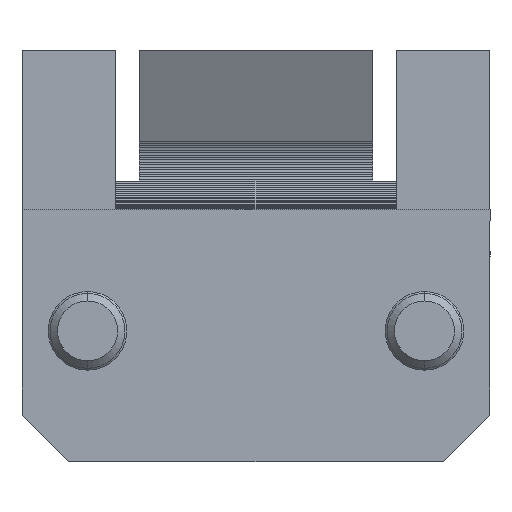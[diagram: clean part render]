
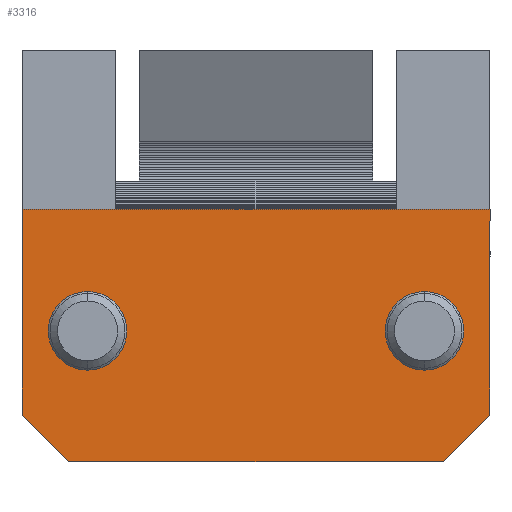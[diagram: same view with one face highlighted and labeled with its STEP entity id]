
A CAD part, front view. The second image highlights one B-rep face of the part: STEP entity #3316.
In plain terms, the highlighted planar face has unit normal (0, -1, 0).
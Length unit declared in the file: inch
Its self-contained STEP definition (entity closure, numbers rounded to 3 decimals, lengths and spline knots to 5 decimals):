
#72 = EDGE_CURVE ( 'NONE', #79, #2040, #6965, .T. ) ;
#79 = VERTEX_POINT ( 'NONE', #4775 ) ;
#141 = FACE_BOUND ( 'NONE', #2580, .T. ) ;
#143 = VECTOR ( 'NONE', #858, 39.37008 ) ;
#331 = AXIS2_PLACEMENT_3D ( 'NONE', #4802, #4809, #4818 ) ;
#370 = VECTOR ( 'NONE', #7384, 39.37008 ) ;
#372 = VERTEX_POINT ( 'NONE', #5545 ) ;
#514 = VECTOR ( 'NONE', #6400, 39.37008 ) ;
#636 = EDGE_CURVE ( 'NONE', #1354, #1411, #1413, .T. ) ;
#637 = ORIENTED_EDGE ( 'NONE', *, *, #636, .F. ) ;
#719 = CARTESIAN_POINT ( 'NONE',  ( -0.49213, 0., 0.09843 ) ) ;
#727 = DIRECTION ( 'NONE',  ( 0.707, 0., -0.707 ) ) ;
#858 = DIRECTION ( 'NONE',  ( 0., 0., 1. ) ) ;
#1021 = EDGE_CURVE ( 'NONE', #2040, #79, #5435, .T. ) ;
#1070 = CARTESIAN_POINT ( 'NONE',  ( 0.35433, 0., 0.35827 ) ) ;
#1081 = EDGE_CURVE ( 'NONE', #372, #5584, #1409, .T. ) ;
#1089 = ORIENTED_EDGE ( 'NONE', *, *, #72, .F. ) ;
#1099 = AXIS2_PLACEMENT_3D ( 'NONE', #2515, #1913, #2342 ) ;
#1101 = DIRECTION ( 'NONE',  ( 0., -1., 0. ) ) ;
#1133 = CARTESIAN_POINT ( 'NONE',  ( 0.35433, 0., 0.19291 ) ) ;
#1275 = ORIENTED_EDGE ( 'NONE', *, *, #1021, .F. ) ;
#1323 = EDGE_CURVE ( 'NONE', #4441, #2046, #2964, .T. ) ;
#1354 = VERTEX_POINT ( 'NONE', #1070 ) ;
#1409 = LINE ( 'NONE', #7258, #1601 ) ;
#1411 = VERTEX_POINT ( 'NONE', #1133 ) ;
#1413 = CIRCLE ( 'NONE', #1099, 0.08268 ) ;
#1601 = VECTOR ( 'NONE', #7316, 39.37008 ) ;
#1850 = ORIENTED_EDGE ( 'NONE', *, *, #3912, .T. ) ;
#1913 = DIRECTION ( 'NONE',  ( 0., -1., 0. ) ) ;
#2040 = VERTEX_POINT ( 'NONE', #3307 ) ;
#2044 = CARTESIAN_POINT ( 'NONE',  ( -0.49213, 0., 0. ) ) ;
#2046 = VERTEX_POINT ( 'NONE', #3258 ) ;
#2342 = DIRECTION ( 'NONE',  ( 0., 0., -1. ) ) ;
#2515 = CARTESIAN_POINT ( 'NONE',  ( 0.35433, 0., 0.27559 ) ) ;
#2525 = ORIENTED_EDGE ( 'NONE', *, *, #1081, .T. ) ;
#2558 = VECTOR ( 'NONE', #727, 39.37008 ) ;
#2580 = EDGE_LOOP ( 'NONE', ( #6769, #637 ) ) ;
#2752 = AXIS2_PLACEMENT_3D ( 'NONE', #7085, #7095, #7100 ) ;
#2925 = ORIENTED_EDGE ( 'NONE', *, *, #7385, .T. ) ;
#2964 = LINE ( 'NONE', #719, #2558 ) ;
#3258 = CARTESIAN_POINT ( 'NONE',  ( -0.3937, 0., 0. ) ) ;
#3267 = CARTESIAN_POINT ( 'NONE',  ( 0.49213, 0., 0. ) ) ;
#3277 = EDGE_CURVE ( 'NONE', #4275, #4374, #3789, .T. ) ;
#3307 = CARTESIAN_POINT ( 'NONE',  ( -0.35433, 0., 0.35827 ) ) ;
#3316 = ADVANCED_FACE ( 'NONE', ( #141, #4803, #6551 ), #5867, .F. ) ;
#3335 = CARTESIAN_POINT ( 'NONE',  ( 0.49213, 0., 0.5315 ) ) ;
#3348 = EDGE_LOOP ( 'NONE', ( #1089, #1275 ) ) ;
#3400 = LINE ( 'NONE', #3335, #143 ) ;
#3538 = ORIENTED_EDGE ( 'NONE', *, *, #3277, .T. ) ;
#3633 = ORIENTED_EDGE ( 'NONE', *, *, #5012, .T. ) ;
#3768 = EDGE_CURVE ( 'NONE', #1411, #1354, #4958, .T. ) ;
#3789 = LINE ( 'NONE', #6426, #514 ) ;
#3912 = EDGE_CURVE ( 'NONE', #2046, #372, #4768, .T. ) ;
#4267 = CARTESIAN_POINT ( 'NONE',  ( 0.49213, 0., 0.09843 ) ) ;
#4275 = VERTEX_POINT ( 'NONE', #7541 ) ;
#4374 = VERTEX_POINT ( 'NONE', #5295 ) ;
#4441 = VERTEX_POINT ( 'NONE', #7065 ) ;
#4556 = ORIENTED_EDGE ( 'NONE', *, *, #1323, .T. ) ;
#4768 = LINE ( 'NONE', #3267, #7668 ) ;
#4775 = CARTESIAN_POINT ( 'NONE',  ( -0.35433, 0., 0.19291 ) ) ;
#4789 = CARTESIAN_POINT ( 'NONE',  ( 0.35433, 0., 0.27559 ) ) ;
#4802 = CARTESIAN_POINT ( 'NONE',  ( -0.35433, 0., 0.27559 ) ) ;
#4803 = FACE_BOUND ( 'NONE', #3348, .T. ) ;
#4809 = DIRECTION ( 'NONE',  ( 0., -1., 0. ) ) ;
#4818 = DIRECTION ( 'NONE',  ( 0., 0., -1. ) ) ;
#4958 = CIRCLE ( 'NONE', #5731, 0.08268 ) ;
#5012 = EDGE_CURVE ( 'NONE', #4374, #4441, #5400, .T. ) ;
#5295 = CARTESIAN_POINT ( 'NONE',  ( -0.49213, 0., 0.5315 ) ) ;
#5388 = DIRECTION ( 'NONE',  ( 0., 0., -1. ) ) ;
#5400 = LINE ( 'NONE', #2044, #370 ) ;
#5435 = CIRCLE ( 'NONE', #2752, 0.08268 ) ;
#5545 = CARTESIAN_POINT ( 'NONE',  ( 0.3937, 0., 0. ) ) ;
#5584 = VERTEX_POINT ( 'NONE', #4267 ) ;
#5731 = AXIS2_PLACEMENT_3D ( 'NONE', #4789, #1101, #5388 ) ;
#5843 = DIRECTION ( 'NONE',  ( 0., 0., 1. ) ) ;
#5867 = PLANE ( 'NONE',  #7409 ) ;
#5904 = CARTESIAN_POINT ( 'NONE',  ( 0., 0., 0. ) ) ;
#5961 = DIRECTION ( 'NONE',  ( 0., 1., 0. ) ) ;
#6400 = DIRECTION ( 'NONE',  ( -1., 0., 0. ) ) ;
#6426 = CARTESIAN_POINT ( 'NONE',  ( -0.49213, 0., 0.5315 ) ) ;
#6551 = FACE_OUTER_BOUND ( 'NONE', #7537, .T. ) ;
#6769 = ORIENTED_EDGE ( 'NONE', *, *, #3768, .F. ) ;
#6965 = CIRCLE ( 'NONE', #331, 0.08268 ) ;
#7065 = CARTESIAN_POINT ( 'NONE',  ( -0.49213, 0., 0.09843 ) ) ;
#7085 = CARTESIAN_POINT ( 'NONE',  ( -0.35433, 0., 0.27559 ) ) ;
#7095 = DIRECTION ( 'NONE',  ( 0., -1., 0. ) ) ;
#7100 = DIRECTION ( 'NONE',  ( 0., 0., -1. ) ) ;
#7258 = CARTESIAN_POINT ( 'NONE',  ( 0.49213, 0., 0.09843 ) ) ;
#7316 = DIRECTION ( 'NONE',  ( 0.707, 0., 0.707 ) ) ;
#7384 = DIRECTION ( 'NONE',  ( 0., 0., -1. ) ) ;
#7385 = EDGE_CURVE ( 'NONE', #5584, #4275, #3400, .T. ) ;
#7398 = DIRECTION ( 'NONE',  ( 1., 0., 0. ) ) ;
#7409 = AXIS2_PLACEMENT_3D ( 'NONE', #5904, #5961, #5843 ) ;
#7537 = EDGE_LOOP ( 'NONE', ( #1850, #2525, #2925, #3538, #3633, #4556 ) ) ;
#7541 = CARTESIAN_POINT ( 'NONE',  ( 0.49213, 0., 0.5315 ) ) ;
#7668 = VECTOR ( 'NONE', #7398, 39.37008 ) ;
